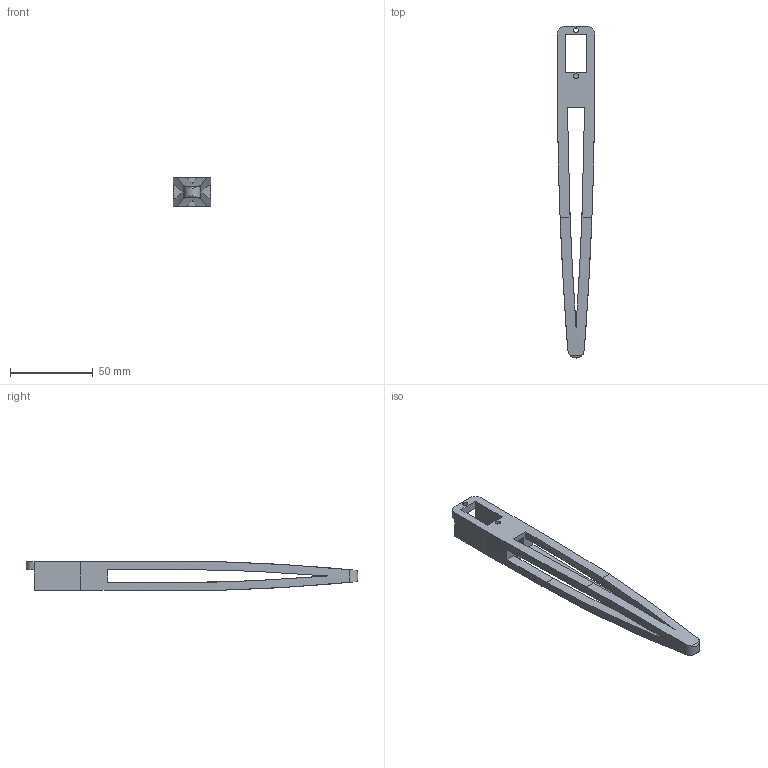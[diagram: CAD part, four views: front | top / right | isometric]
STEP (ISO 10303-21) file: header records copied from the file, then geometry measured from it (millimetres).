
FILE_DESCRIPTION (( 'STEP AP214' ), '1' );
FILE_NAME ('LowLeg.STEP', '2021-06-06T09:35:47', ( '' ), ( '' ), 'SwSTEP 2.0', 'SolidWorks 2019', '' );
FILE_SCHEMA (( 'AUTOMOTIVE_DESIGN' ));
Length unit declared in the file: millimetre
Products named in the file (1): LowLeg
Bounding box: 22.4 x 200 x 17.3 mm (x, y, z)
Volume: 28037 mm3; surface area: 17706.4 mm2
Topology: 1 solids, 1 shells, 46 faces, 134 edges, 87 vertices
Faces by surface type: cylinder 23, plane 19, bspline 4
Entity records: 1864 total; most frequent: CARTESIAN_POINT 640, ORIENTED_EDGE 268, DIRECTION 212, EDGE_CURVE 134, VERTEX_POINT 87, VECTOR 78, LINE 78, AXIS2_PLACEMENT_3D 67
